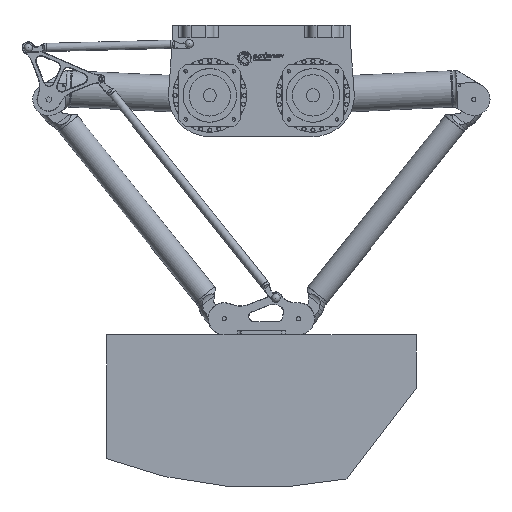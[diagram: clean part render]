
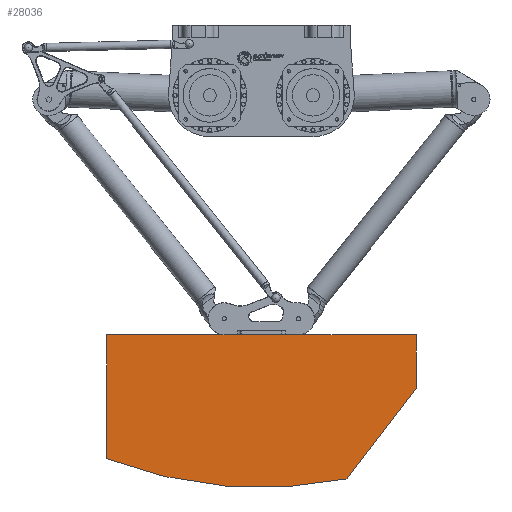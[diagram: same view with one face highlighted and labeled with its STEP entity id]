
A CAD part, left-side view. The second image highlights one B-rep face of the part: STEP entity #28036.
In plain terms, the highlighted face is planar.
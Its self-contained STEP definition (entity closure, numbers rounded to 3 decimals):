
#2234=LINE('',#53037,#4157);
#2238=LINE('',#53045,#4161);
#2239=LINE('',#53047,#4162);
#2240=LINE('',#53049,#4163);
#4157=VECTOR('',#39756,10.);
#4161=VECTOR('',#39762,10.);
#4162=VECTOR('',#39763,10.);
#4163=VECTOR('',#39764,10.);
#5039=PLANE('',#31466);
#8066=FACE_OUTER_BOUND('',#10520,.T.);
#10520=EDGE_LOOP('',(#25061,#25062,#25063,#25064,#25065));
#11959=CIRCLE('',#31467,1039.464);
#14442=VERTEX_POINT('',#53035);
#14443=VERTEX_POINT('',#53036);
#14446=VERTEX_POINT('',#53044);
#14447=VERTEX_POINT('',#53046);
#14448=VERTEX_POINT('',#53048);
#17982=EDGE_CURVE('',#14442,#14443,#2234,.T.);
#17986=EDGE_CURVE('',#14446,#14443,#2238,.T.);
#17987=EDGE_CURVE('',#14447,#14446,#2239,.T.);
#17988=EDGE_CURVE('',#14448,#14447,#2240,.T.);
#17989=EDGE_CURVE('',#14442,#14448,#11959,.T.);
#25061=ORIENTED_EDGE('',*,*,#17982,.T.);
#25062=ORIENTED_EDGE('',*,*,#17986,.F.);
#25063=ORIENTED_EDGE('',*,*,#17987,.F.);
#25064=ORIENTED_EDGE('',*,*,#17988,.F.);
#25065=ORIENTED_EDGE('',*,*,#17989,.F.);
#28036=ADVANCED_FACE('',(#8066),#5039,.T.);
#31466=AXIS2_PLACEMENT_3D('',#53043,#39760,#39761);
#31467=AXIS2_PLACEMENT_3D('',#53050,#39765,#39766);
#39756=DIRECTION('',(-0.607,-0.794,0.));
#39760=DIRECTION('center_axis',(0.,0.,1.));
#39761=DIRECTION('ref_axis',(1.,0.,0.));
#39762=DIRECTION('',(0.,1.,0.));
#39763=DIRECTION('',(-1.,0.,0.));
#39764=DIRECTION('',(0.,-1.,0.));
#39765=DIRECTION('center_axis',(0.,0.,-1.));
#39766=DIRECTION('ref_axis',(-0.361,-0.933,0.));
#53035=CARTESIAN_POINT('',(-207.464,199.086,0.5));
#53036=CARTESIAN_POINT('',(-375.,-20.,0.5));
#53037=CARTESIAN_POINT('',(-297.028,81.963,0.5));
#53043=CARTESIAN_POINT('Origin',(0.,16.413,
0.5));
#53044=CARTESIAN_POINT('',(-375.,-150.,0.5));
#53045=CARTESIAN_POINT('',(-375.,-150.,0.5));
#53046=CARTESIAN_POINT('',(375.,-150.,0.5));
#53047=CARTESIAN_POINT('',(375.,-150.,0.5));
#53048=CARTESIAN_POINT('',(375.,150.,0.5));
#53049=CARTESIAN_POINT('',(375.,150.,0.5));
#53050=CARTESIAN_POINT('Origin',(0.,-819.464,0.5));
